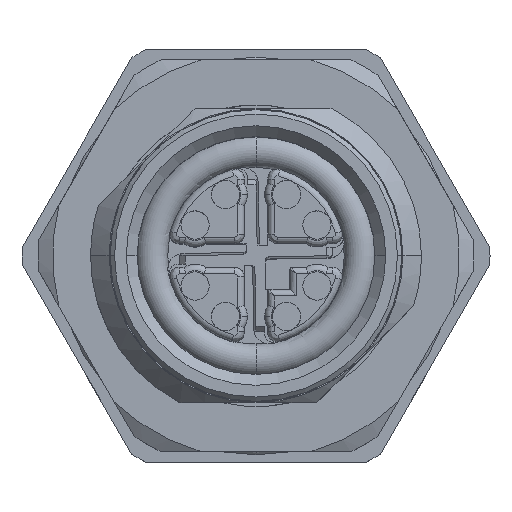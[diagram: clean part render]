
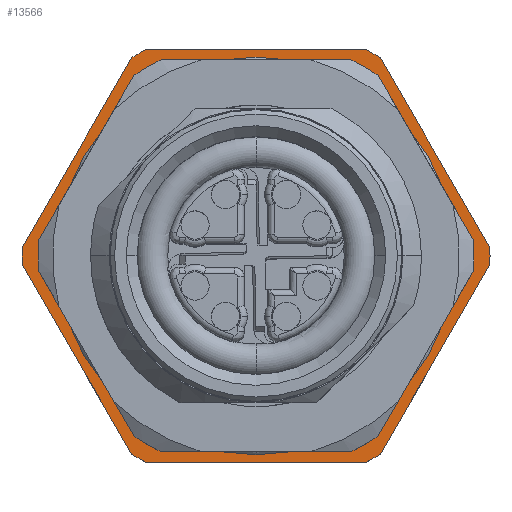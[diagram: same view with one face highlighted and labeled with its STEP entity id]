
A CAD part, top view. The second image highlights one B-rep face of the part: STEP entity #13566.
In plain terms, the highlighted planar face has unit normal (0, 0, 1).
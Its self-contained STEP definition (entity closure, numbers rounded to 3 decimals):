
#13384=AXIS2_PLACEMENT_3D('Circle Axis2P3D',#13382,#13383,$) ;
#13420=AXIS2_PLACEMENT_3D('Plane Axis2P3D',#13417,#13418,#13419) ;
#13550=AXIS2_PLACEMENT_3D('Circle Axis2P3D',#13548,#13549,$) ;
#13559=AXIS2_PLACEMENT_3D('Circle Axis2P3D',#13557,#13558,$) ;
#13382=CARTESIAN_POINT('Axis2P3D Location',(10.75,9.5,137.403)) ;
#13386=CARTESIAN_POINT('Vertex',(5.719,19.,137.403)) ;
#13388=CARTESIAN_POINT('Vertex',(5.038,18.607,137.403)) ;
#13417=CARTESIAN_POINT('Axis2P3D Location',(10.75,1.9,137.403)) ;
#13422=CARTESIAN_POINT('Line Origine',(10.75,0.,137.403)) ;
#13426=CARTESIAN_POINT('Vertex',(15.781,0.,137.403)) ;
#13428=CARTESIAN_POINT('Vertex',(5.719,0.,137.403)) ;
#13432=CARTESIAN_POINT('Control Point',(15.781,0.,137.403)) ;
#13433=CARTESIAN_POINT('Control Point',(15.92,0.074,137.403)) ;
#13434=CARTESIAN_POINT('Control Point',(16.058,0.15,137.403)) ;
#13435=CARTESIAN_POINT('Control Point',(16.194,0.228,137.403)) ;
#13436=CARTESIAN_POINT('Control Point',(16.329,0.309,137.403)) ;
#13437=CARTESIAN_POINT('Control Point',(16.462,0.393,137.403)) ;
#13438=CARTESIAN_POINT('Vertex',(16.462,0.393,137.403)) ;
#13441=CARTESIAN_POINT('Line Origine',(18.977,4.75,137.403)) ;
#13445=CARTESIAN_POINT('Vertex',(21.493,9.107,137.403)) ;
#13449=CARTESIAN_POINT('Control Point',(21.493,9.107,137.403)) ;
#13450=CARTESIAN_POINT('Control Point',(21.496,9.186,137.403)) ;
#13451=CARTESIAN_POINT('Control Point',(21.498,9.264,137.403)) ;
#13452=CARTESIAN_POINT('Control Point',(21.499,9.343,137.403)) ;
#13453=CARTESIAN_POINT('Control Point',(21.5,9.421,137.403)) ;
#13454=CARTESIAN_POINT('Control Point',(21.5,9.5,137.403)) ;
#13455=CARTESIAN_POINT('Vertex',(21.5,9.5,137.403)) ;
#13459=CARTESIAN_POINT('Control Point',(21.5,9.5,137.403)) ;
#13460=CARTESIAN_POINT('Control Point',(21.5,9.579,137.403)) ;
#13461=CARTESIAN_POINT('Control Point',(21.499,9.657,137.403)) ;
#13462=CARTESIAN_POINT('Control Point',(21.498,9.736,137.403)) ;
#13463=CARTESIAN_POINT('Control Point',(21.496,9.814,137.403)) ;
#13464=CARTESIAN_POINT('Control Point',(21.493,9.893,137.403)) ;
#13465=CARTESIAN_POINT('Vertex',(21.493,9.893,137.403)) ;
#13468=CARTESIAN_POINT('Line Origine',(18.977,14.25,137.403)) ;
#13472=CARTESIAN_POINT('Vertex',(16.462,18.607,137.403)) ;
#13476=CARTESIAN_POINT('Control Point',(16.462,18.607,137.403)) ;
#13477=CARTESIAN_POINT('Control Point',(16.329,18.691,137.403)) ;
#13478=CARTESIAN_POINT('Control Point',(16.194,18.772,137.403)) ;
#13479=CARTESIAN_POINT('Control Point',(16.058,18.85,137.403)) ;
#13480=CARTESIAN_POINT('Control Point',(15.92,18.926,137.403)) ;
#13481=CARTESIAN_POINT('Control Point',(15.781,19.,137.403)) ;
#13482=CARTESIAN_POINT('Vertex',(15.781,19.,137.403)) ;
#13485=CARTESIAN_POINT('Line Origine',(10.75,19.,137.403)) ;
#13490=CARTESIAN_POINT('Line Origine',(2.523,14.25,137.403)) ;
#13494=CARTESIAN_POINT('Vertex',(0.007,9.893,137.403)) ;
#13498=CARTESIAN_POINT('Control Point',(0.007,9.893,137.403)) ;
#13499=CARTESIAN_POINT('Control Point',(0.004,9.814,137.403)) ;
#13500=CARTESIAN_POINT('Control Point',(0.002,9.736,137.403)) ;
#13501=CARTESIAN_POINT('Control Point',(0.001,9.657,137.403)) ;
#13502=CARTESIAN_POINT('Control Point',(0.,9.579,137.403)) ;
#13503=CARTESIAN_POINT('Control Point',(0.,9.5,137.403)) ;
#13504=CARTESIAN_POINT('Vertex',(0.,9.5,137.403)) ;
#13508=CARTESIAN_POINT('Control Point',(0.,9.5,137.403)) ;
#13509=CARTESIAN_POINT('Control Point',(0.,9.421,137.403)) ;
#13510=CARTESIAN_POINT('Control Point',(0.001,9.343,137.403)) ;
#13511=CARTESIAN_POINT('Control Point',(0.002,9.264,137.403)) ;
#13512=CARTESIAN_POINT('Control Point',(0.004,9.186,137.403)) ;
#13513=CARTESIAN_POINT('Control Point',(0.007,9.107,137.403)) ;
#13514=CARTESIAN_POINT('Vertex',(0.007,9.107,137.403)) ;
#13517=CARTESIAN_POINT('Line Origine',(2.523,4.75,137.403)) ;
#13521=CARTESIAN_POINT('Vertex',(5.038,0.393,137.403)) ;
#13525=CARTESIAN_POINT('Control Point',(5.038,0.393,137.403)) ;
#13526=CARTESIAN_POINT('Control Point',(5.171,0.309,137.403)) ;
#13527=CARTESIAN_POINT('Control Point',(5.306,0.228,137.403)) ;
#13528=CARTESIAN_POINT('Control Point',(5.442,0.15,137.403)) ;
#13529=CARTESIAN_POINT('Control Point',(5.58,0.074,137.403)) ;
#13530=CARTESIAN_POINT('Control Point',(5.719,0.,137.403)) ;
#13548=CARTESIAN_POINT('Axis2P3D Location',(10.75,9.5,137.403)) ;
#13552=CARTESIAN_POINT('Vertex',(10.75,18.634,137.403)) ;
#13554=CARTESIAN_POINT('Vertex',(10.75,0.366,137.403)) ;
#13557=CARTESIAN_POINT('Axis2P3D Location',(10.75,9.5,137.403)) ;
#13383=DIRECTION('Axis2P3D Direction',(0.,0.,-1.)) ;
#13418=DIRECTION('Axis2P3D Direction',(0.,0.,-1.)) ;
#13419=DIRECTION('Axis2P3D XDirection',(1.,0.,0.)) ;
#13423=DIRECTION('Vector Direction',(-1.,0.,0.)) ;
#13442=DIRECTION('Vector Direction',(-0.5,-0.866,0.)) ;
#13469=DIRECTION('Vector Direction',(0.5,-0.866,0.)) ;
#13486=DIRECTION('Vector Direction',(1.,0.,0.)) ;
#13491=DIRECTION('Vector Direction',(0.5,0.866,0.)) ;
#13518=DIRECTION('Vector Direction',(-0.5,0.866,0.)) ;
#13549=DIRECTION('Axis2P3D Direction',(0.,0.,-1.)) ;
#13558=DIRECTION('Axis2P3D Direction',(0.,0.,-1.)) ;
#13424=VECTOR('Line Direction',#13423,1.) ;
#13443=VECTOR('Line Direction',#13442,1.) ;
#13470=VECTOR('Line Direction',#13469,1.) ;
#13487=VECTOR('Line Direction',#13486,1.) ;
#13492=VECTOR('Line Direction',#13491,1.) ;
#13519=VECTOR('Line Direction',#13518,1.) ;
#13533=ORIENTED_EDGE('',*,*,#13430,.F.) ;
#13534=ORIENTED_EDGE('',*,*,#13440,.T.) ;
#13535=ORIENTED_EDGE('',*,*,#13447,.F.) ;
#13536=ORIENTED_EDGE('',*,*,#13457,.T.) ;
#13537=ORIENTED_EDGE('',*,*,#13467,.T.) ;
#13538=ORIENTED_EDGE('',*,*,#13474,.F.) ;
#13539=ORIENTED_EDGE('',*,*,#13484,.T.) ;
#13540=ORIENTED_EDGE('',*,*,#13489,.F.) ;
#13541=ORIENTED_EDGE('',*,*,#13390,.T.) ;
#13542=ORIENTED_EDGE('',*,*,#13496,.F.) ;
#13543=ORIENTED_EDGE('',*,*,#13506,.T.) ;
#13544=ORIENTED_EDGE('',*,*,#13516,.T.) ;
#13545=ORIENTED_EDGE('',*,*,#13523,.F.) ;
#13546=ORIENTED_EDGE('',*,*,#13531,.T.) ;
#13563=ORIENTED_EDGE('',*,*,#13556,.T.) ;
#13564=ORIENTED_EDGE('',*,*,#13561,.T.) ;
#13565=FACE_BOUND('',#13562,.T.) ;
#13566=ADVANCED_FACE('Hauptk\X2\00F6\X0\rper',(#13547,#13565),#13421,.F.) ;
#13431=B_SPLINE_CURVE_WITH_KNOTS('',5,(#13432,#13433,#13434,#13435,#13436,#13437),.UNSPECIFIED.,.F.,.U.,(6,6),(0.,1.111),.UNSPECIFIED.) ;
#13448=B_SPLINE_CURVE_WITH_KNOTS('',5,(#13449,#13450,#13451,#13452,#13453,#13454),.UNSPECIFIED.,.F.,.U.,(6,6),(0.,0.556),.UNSPECIFIED.) ;
#13458=B_SPLINE_CURVE_WITH_KNOTS('',5,(#13459,#13460,#13461,#13462,#13463,#13464),.UNSPECIFIED.,.F.,.U.,(6,6),(0.556,1.111),.UNSPECIFIED.) ;
#13475=B_SPLINE_CURVE_WITH_KNOTS('',5,(#13476,#13477,#13478,#13479,#13480,#13481),.UNSPECIFIED.,.F.,.U.,(6,6),(0.,1.111),.UNSPECIFIED.) ;
#13497=B_SPLINE_CURVE_WITH_KNOTS('',5,(#13498,#13499,#13500,#13501,#13502,#13503),.UNSPECIFIED.,.F.,.U.,(6,6),(0.,0.556),.UNSPECIFIED.) ;
#13507=B_SPLINE_CURVE_WITH_KNOTS('',5,(#13508,#13509,#13510,#13511,#13512,#13513),.UNSPECIFIED.,.F.,.U.,(6,6),(0.556,1.111),.UNSPECIFIED.) ;
#13524=B_SPLINE_CURVE_WITH_KNOTS('',5,(#13525,#13526,#13527,#13528,#13529,#13530),.UNSPECIFIED.,.F.,.U.,(6,6),(0.,1.111),.UNSPECIFIED.) ;
#13385=CIRCLE('generated circle',#13384,10.75) ;
#13551=CIRCLE('generated circle',#13550,9.134) ;
#13560=CIRCLE('generated circle',#13559,9.134) ;
#13390=EDGE_CURVE('',#13387,#13389,#13385,.F.) ;
#13430=EDGE_CURVE('',#13427,#13429,#13425,.T.) ;
#13440=EDGE_CURVE('',#13427,#13439,#13431,.T.) ;
#13447=EDGE_CURVE('',#13446,#13439,#13444,.T.) ;
#13457=EDGE_CURVE('',#13446,#13456,#13448,.T.) ;
#13467=EDGE_CURVE('',#13456,#13466,#13458,.T.) ;
#13474=EDGE_CURVE('',#13473,#13466,#13471,.T.) ;
#13484=EDGE_CURVE('',#13473,#13483,#13475,.T.) ;
#13489=EDGE_CURVE('',#13387,#13483,#13488,.T.) ;
#13496=EDGE_CURVE('',#13495,#13389,#13493,.T.) ;
#13506=EDGE_CURVE('',#13495,#13505,#13497,.T.) ;
#13516=EDGE_CURVE('',#13505,#13515,#13507,.T.) ;
#13523=EDGE_CURVE('',#13522,#13515,#13520,.T.) ;
#13531=EDGE_CURVE('',#13522,#13429,#13524,.T.) ;
#13556=EDGE_CURVE('',#13553,#13555,#13551,.T.) ;
#13561=EDGE_CURVE('',#13555,#13553,#13560,.T.) ;
#13532=EDGE_LOOP('',(#13533,#13534,#13535,#13536,#13537,#13538,#13539,#13540,#13541,#13542,#13543,#13544,#13545,#13546)) ;
#13562=EDGE_LOOP('',(#13563,#13564)) ;
#13547=FACE_OUTER_BOUND('',#13532,.T.) ;
#13425=LINE('Line',#13422,#13424) ;
#13444=LINE('Line',#13441,#13443) ;
#13471=LINE('Line',#13468,#13470) ;
#13488=LINE('Line',#13485,#13487) ;
#13493=LINE('Line',#13490,#13492) ;
#13520=LINE('Line',#13517,#13519) ;
#13421=PLANE('',#13420) ;
#13387=VERTEX_POINT('',#13386) ;
#13389=VERTEX_POINT('',#13388) ;
#13427=VERTEX_POINT('',#13426) ;
#13429=VERTEX_POINT('',#13428) ;
#13439=VERTEX_POINT('',#13438) ;
#13446=VERTEX_POINT('',#13445) ;
#13456=VERTEX_POINT('',#13455) ;
#13466=VERTEX_POINT('',#13465) ;
#13473=VERTEX_POINT('',#13472) ;
#13483=VERTEX_POINT('',#13482) ;
#13495=VERTEX_POINT('',#13494) ;
#13505=VERTEX_POINT('',#13504) ;
#13515=VERTEX_POINT('',#13514) ;
#13522=VERTEX_POINT('',#13521) ;
#13553=VERTEX_POINT('',#13552) ;
#13555=VERTEX_POINT('',#13554) ;
